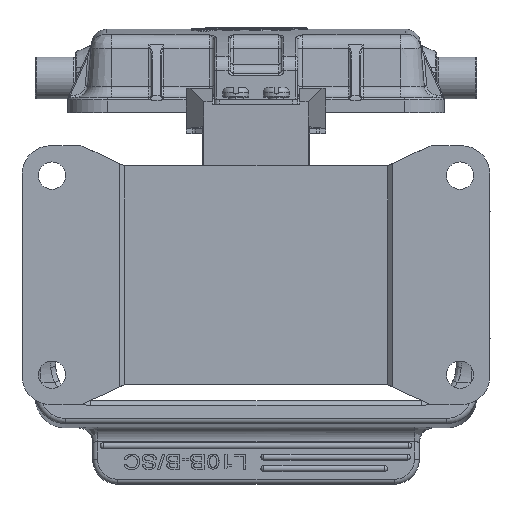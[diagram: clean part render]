
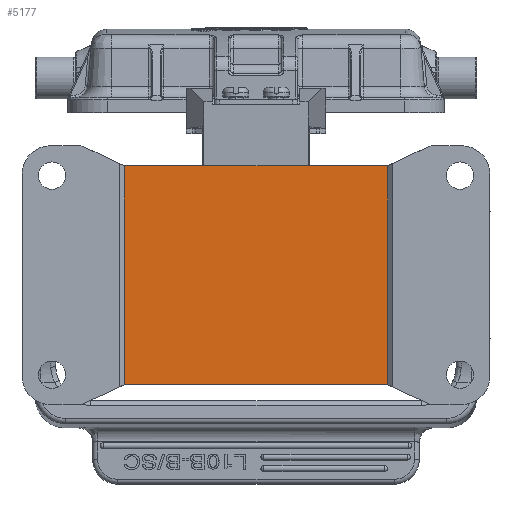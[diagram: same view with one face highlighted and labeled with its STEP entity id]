
A CAD part, front view. The second image highlights one B-rep face of the part: STEP entity #5177.
In plain terms, the highlighted planar face has unit normal (0, -1, 0).
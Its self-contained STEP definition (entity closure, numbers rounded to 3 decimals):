
#5177=ADVANCED_FACE('',(#8305),#6858,.F.);
#6858=PLANE('',#44932);
#8305=FACE_OUTER_BOUND('',#10638,.T.);
#10638=EDGE_LOOP('',(#19550,#19551,#19552,#19553,#19554,#19555,#19556,#19557));
#12268=B_SPLINE_CURVE_WITH_KNOTS('',3,(#58421,#58422,#58423,#58424),
 .UNSPECIFIED.,.F.,.F.,(4,4),(0.,1.),.UNSPECIFIED.);
#12278=B_SPLINE_CURVE_WITH_KNOTS('',3,(#58823,#58824,#58825,#58826),
 .UNSPECIFIED.,.F.,.F.,(4,4),(0.,1.),.UNSPECIFIED.);
#13131=B_SPLINE_CURVE_WITH_KNOTS('',3,(#71421,#71422,#71423,#71424),
 .UNSPECIFIED.,.F.,.F.,(4,4),(0.,1.),.UNSPECIFIED.);
#13132=B_SPLINE_CURVE_WITH_KNOTS('',3,(#71426,#71427,#71428,#71429),
 .UNSPECIFIED.,.F.,.F.,(4,4),(0.,1.),.UNSPECIFIED.);
#13133=B_SPLINE_CURVE_WITH_KNOTS('',3,(#71431,#71432,#71433,#71434),
 .UNSPECIFIED.,.F.,.F.,(4,4),(0.,1.),.UNSPECIFIED.);
#13134=B_SPLINE_CURVE_WITH_KNOTS('',3,(#71435,#71436,#71437,#71438),
 .UNSPECIFIED.,.F.,.F.,(4,4),(0.,1.),.UNSPECIFIED.);
#13135=B_SPLINE_CURVE_WITH_KNOTS('',3,(#71440,#71441,#71442,#71443),
 .UNSPECIFIED.,.F.,.F.,(4,4),(0.,1.),.UNSPECIFIED.);
#13136=B_SPLINE_CURVE_WITH_KNOTS('',3,(#71445,#71446,#71447,#71448),
 .UNSPECIFIED.,.F.,.F.,(4,4),(0.,1.),.UNSPECIFIED.);
#19550=ORIENTED_EDGE('',*,*,#33465,.F.);
#19551=ORIENTED_EDGE('',*,*,#33466,.T.);
#19552=ORIENTED_EDGE('',*,*,#31325,.T.);
#19553=ORIENTED_EDGE('',*,*,#33467,.T.);
#19554=ORIENTED_EDGE('',*,*,#33468,.F.);
#19555=ORIENTED_EDGE('',*,*,#33469,.T.);
#19556=ORIENTED_EDGE('',*,*,#31254,.T.);
#19557=ORIENTED_EDGE('',*,*,#33464,.F.);
#27241=VERTEX_POINT('',#58420);
#27242=VERTEX_POINT('',#58425);
#27292=VERTEX_POINT('',#58822);
#27293=VERTEX_POINT('',#58827);
#28592=VERTEX_POINT('',#71420);
#28593=VERTEX_POINT('',#71430);
#28594=VERTEX_POINT('',#71439);
#28595=VERTEX_POINT('',#71444);
#31254=EDGE_CURVE('',#27242,#27241,#12268,.T.);
#31325=EDGE_CURVE('',#27293,#27292,#12278,.T.);
#33464=EDGE_CURVE('',#28592,#27241,#13131,.T.);
#33465=EDGE_CURVE('',#28593,#28592,#13132,.T.);
#33466=EDGE_CURVE('',#28593,#27293,#13133,.T.);
#33467=EDGE_CURVE('',#27292,#28594,#13134,.T.);
#33468=EDGE_CURVE('',#28595,#28594,#13135,.T.);
#33469=EDGE_CURVE('',#28595,#27242,#13136,.T.);
#44932=AXIS2_PLACEMENT_3D('',#71449,#51176,#51177);
#51176=DIRECTION('',(0.,1.,0.));
#51177=DIRECTION('',(0.,0.,-1.));
#58420=CARTESIAN_POINT('',(73.404,1.,-71.837));
#58421=CARTESIAN_POINT('',(20.596,1.,-71.837));
#58422=CARTESIAN_POINT('',(38.199,1.,-71.837));
#58423=CARTESIAN_POINT('',(55.801,1.,-71.837));
#58424=CARTESIAN_POINT('',(73.404,1.,-71.837));
#58425=CARTESIAN_POINT('',(20.596,1.,-71.836));
#58822=CARTESIAN_POINT('',(20.596,1.,-27.954));
#58823=CARTESIAN_POINT('',(73.404,1.,-27.954));
#58824=CARTESIAN_POINT('',(55.801,1.,-27.954));
#58825=CARTESIAN_POINT('',(38.199,1.,-27.954));
#58826=CARTESIAN_POINT('',(20.596,1.,-27.954));
#58827=CARTESIAN_POINT('',(73.404,1.,-27.954));
#71420=CARTESIAN_POINT('',(73.422,1.,-71.843));
#71421=CARTESIAN_POINT('',(73.421,1.,-71.844));
#71422=CARTESIAN_POINT('',(73.415,1.,-71.841));
#71423=CARTESIAN_POINT('',(73.41,1.,-71.839));
#71424=CARTESIAN_POINT('',(73.404,1.,-71.836));
#71426=CARTESIAN_POINT('',(73.422,1.,-27.948));
#71427=CARTESIAN_POINT('',(73.422,1.,-42.579));
#71428=CARTESIAN_POINT('',(73.422,1.,-57.211));
#71429=CARTESIAN_POINT('',(73.422,1.,-71.842));
#71430=CARTESIAN_POINT('',(73.422,1.,-27.947));
#71431=CARTESIAN_POINT('',(73.422,1.,-27.948));
#71432=CARTESIAN_POINT('',(73.416,1.,-27.95));
#71433=CARTESIAN_POINT('',(73.41,1.,-27.952));
#71434=CARTESIAN_POINT('',(73.404,1.,-27.954));
#71435=CARTESIAN_POINT('',(20.596,1.,-27.954));
#71436=CARTESIAN_POINT('',(20.59,1.,-27.952));
#71437=CARTESIAN_POINT('',(20.584,1.,-27.95));
#71438=CARTESIAN_POINT('',(20.578,1.,-27.948));
#71439=CARTESIAN_POINT('',(20.578,1.,-27.948));
#71440=CARTESIAN_POINT('',(20.578,1.,-71.843));
#71441=CARTESIAN_POINT('',(20.578,1.,-57.211));
#71442=CARTESIAN_POINT('',(20.578,1.,-42.579));
#71443=CARTESIAN_POINT('',(20.578,1.,-27.948));
#71444=CARTESIAN_POINT('',(20.578,1.,-71.843));
#71445=CARTESIAN_POINT('',(20.578,1.,-71.843));
#71446=CARTESIAN_POINT('',(20.584,1.,-71.841));
#71447=CARTESIAN_POINT('',(20.59,1.,-71.839));
#71448=CARTESIAN_POINT('',(20.596,1.,-71.837));
#71449=CARTESIAN_POINT('',(47.,1.,-49.895));
